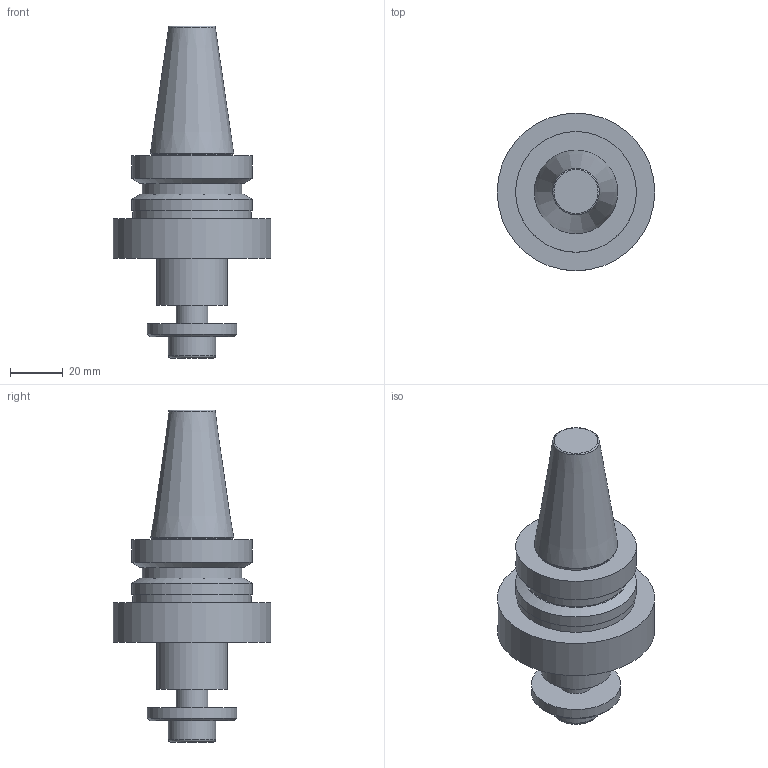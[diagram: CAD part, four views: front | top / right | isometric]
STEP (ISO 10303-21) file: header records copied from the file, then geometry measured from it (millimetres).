
FILE_DESCRIPTION(/* description */ ('3-D model version:1'),/* implementation_level */ '2;1');
FILE_NAME(/* name */ '392.55505C3027040',/* time_stamp */ '2016-12-02T14:00:30',/* author */ ('InteractiveCad'),/* organization */ ('AB Sandvik Coromant'),/* preprocessor_version */ 'ST-DEVELOPER v11',/* originating_system */ 'SIEMENS UGS NX 6.0',/* authorization */ '');
FILE_SCHEMA(('AUTOMOTIVE_DESIGN'));
Length unit declared in the file: millimetre
Products named in the file (1): 392.55505C3027040_635397134183545874_1_stp
Bounding box: 60 x 60 x 126.4 mm (x, y, z)
Volume: 121060.6 mm3; surface area: 20639.8 mm2
Topology: 1 solids, 1 shells, 30 faces, 47 edges, 29 vertices
Faces by surface type: plane 12, cylinder 11, cone 5, torus 2
Full cylindrical faces by diameter (mm): 12 x1, 13 x1, 18 x1, 27 x1, 31.15 x1, 34 x1, 38 x1, 45 x1, 45.98 x1, 45.981 x1, 60 x1
Entity records: 632 total; most frequent: DIRECTION 126, CARTESIAN_POINT 92, AXIS2_PLACEMENT_3D 63, EDGE_LOOP 58, ORIENTED_EDGE 58, FACE_BOUND 56, ADVANCED_FACE 30, VERTEX_POINT 29
